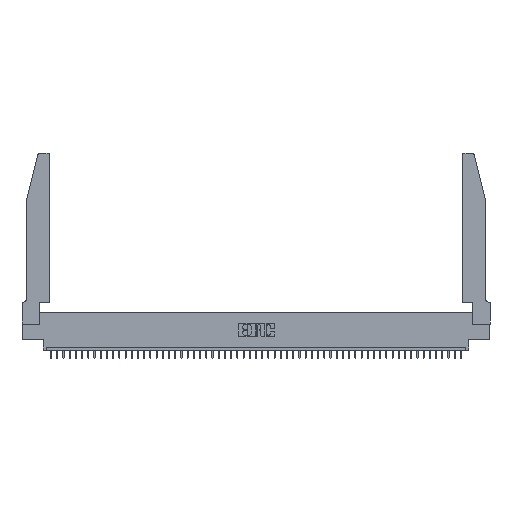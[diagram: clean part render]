
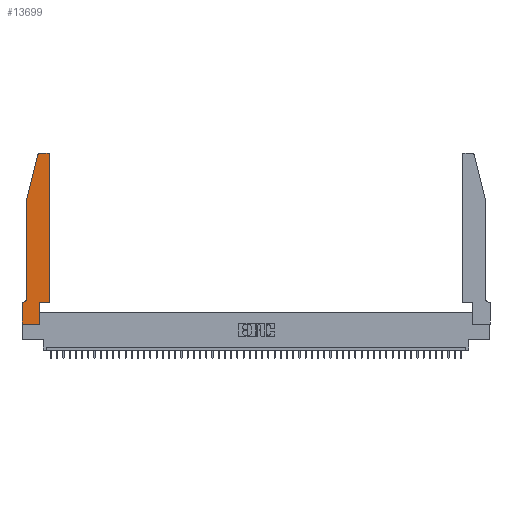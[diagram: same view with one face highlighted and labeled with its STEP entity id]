
A CAD part, top view. The second image highlights one B-rep face of the part: STEP entity #13699.
In plain terms, the highlighted planar face has unit normal (0, 0, 1).
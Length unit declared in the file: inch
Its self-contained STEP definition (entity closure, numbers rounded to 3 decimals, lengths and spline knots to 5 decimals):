
#203 = ORIENTED_EDGE ( 'NONE', *, *, #25425, .T. ) ;
#397 = ORIENTED_EDGE ( 'NONE', *, *, #39046, .T. ) ;
#549 = CARTESIAN_POINT ( 'NONE',  ( 0., 0., 0.37 ) ) ;
#596 = CARTESIAN_POINT ( 'NONE',  ( 0.4505, 0.35, 0.37 ) ) ;
#670 = DIRECTION ( 'NONE',  ( 0., 0., 1. ) ) ;
#949 = ORIENTED_EDGE ( 'NONE', *, *, #30020, .T. ) ;
#968 = ORIENTED_EDGE ( 'NONE', *, *, #47310, .T. ) ;
#2224 = PLANE ( 'NONE',  #40466 ) ;
#2331 = VERTEX_POINT ( 'NONE', #45563 ) ;
#3628 = EDGE_CURVE ( 'NONE', #45962, #2331, #8158, .T. ) ;
#4206 = CARTESIAN_POINT ( 'NONE',  ( 0.0755, 2., 0.37 ) ) ;
#4623 = CARTESIAN_POINT ( 'NONE',  ( 0.284, 2.75, 0.37 ) ) ;
#5284 = EDGE_CURVE ( 'NONE', #31096, #45962, #17532, .T. ) ;
#6547 = VERTEX_POINT ( 'NONE', #20777 ) ;
#6685 = DIRECTION ( 'NONE',  ( 1., 0., 0. ) ) ;
#6934 = VERTEX_POINT ( 'NONE', #27312 ) ;
#7014 = VERTEX_POINT ( 'NONE', #37518 ) ;
#7528 = DIRECTION ( 'NONE',  ( 0., 1., 0. ) ) ;
#8031 = AXIS2_PLACEMENT_3D ( 'NONE', #45016, #8972, #45525 ) ;
#8158 = LINE ( 'NONE', #4206, #51628 ) ;
#8484 = DIRECTION ( 'NONE',  ( 1., 0., 0. ) ) ;
#8972 = DIRECTION ( 'NONE',  ( 0., 0., -1. ) ) ;
#9471 = VERTEX_POINT ( 'NONE', #30319 ) ;
#9897 = VECTOR ( 'NONE', #8484, 39.37008 ) ;
#10609 = ORIENTED_EDGE ( 'NONE', *, *, #18477, .T. ) ;
#10865 = ORIENTED_EDGE ( 'NONE', *, *, #31367, .T. ) ;
#11365 = CARTESIAN_POINT ( 'NONE',  ( 0.4505, 2.72, 0.37 ) ) ;
#11471 = LINE ( 'NONE', #30943, #32274 ) ;
#11544 = CARTESIAN_POINT ( 'NONE',  ( 0., 0., 0.37 ) ) ;
#13415 = DIRECTION ( 'NONE',  ( 1., 0., 0. ) ) ;
#13699 = ADVANCED_FACE ( 'NONE', ( #26682 ), #2224, .T. ) ;
#13731 = CARTESIAN_POINT ( 'NONE',  ( 0., 0.35, 0.37 ) ) ;
#14092 = DIRECTION ( 'NONE',  ( 0., -1., 0. ) ) ;
#14451 = EDGE_CURVE ( 'NONE', #43980, #6934, #17373, .T. ) ;
#14627 = DIRECTION ( 'NONE',  ( 0., 1., 0. ) ) ;
#14745 = CIRCLE ( 'NONE', #46813, 0.03 ) ;
#15167 = ORIENTED_EDGE ( 'NONE', *, *, #14451, .T. ) ;
#15350 = VECTOR ( 'NONE', #13415, 39.37008 ) ;
#15986 = ORIENTED_EDGE ( 'NONE', *, *, #47949, .T. ) ;
#16111 = AXIS2_PLACEMENT_3D ( 'NONE', #26413, #22718, #42477 ) ;
#17373 = LINE ( 'NONE', #549, #15350 ) ;
#17532 = LINE ( 'NONE', #20698, #27330 ) ;
#18477 = EDGE_CURVE ( 'NONE', #6934, #9471, #11471, .T. ) ;
#19287 = DIRECTION ( 'NONE',  ( 0., 0., 1. ) ) ;
#20229 = DIRECTION ( 'NONE',  ( 0., -1., 0. ) ) ;
#20698 = CARTESIAN_POINT ( 'NONE',  ( 0.0755, 2., 0.37 ) ) ;
#20777 = CARTESIAN_POINT ( 'NONE',  ( 0.0055, 0.35, 0.37 ) ) ;
#20849 = VECTOR ( 'NONE', #7528, 39.37008 ) ;
#21438 = CARTESIAN_POINT ( 'NONE',  ( 0., 0., 0.37 ) ) ;
#21720 = DIRECTION ( 'NONE',  ( -0.239, -0.971, 0. ) ) ;
#22718 = DIRECTION ( 'NONE',  ( 0., 0., 1. ) ) ;
#22833 = CARTESIAN_POINT ( 'NONE',  ( 0.2605, 2.75, 0.37 ) ) ;
#23627 = VECTOR ( 'NONE', #14092, 39.37008 ) ;
#25425 = EDGE_CURVE ( 'NONE', #50754, #41127, #47080, .T. ) ;
#26260 = DIRECTION ( 'NONE',  ( -1., 0., 0. ) ) ;
#26413 = CARTESIAN_POINT ( 'NONE',  ( 0.4205, 2.72, 0.37 ) ) ;
#26682 = FACE_OUTER_BOUND ( 'NONE', #43979, .T. ) ;
#27312 = CARTESIAN_POINT ( 'NONE',  ( 0.2865, 0., 0.37 ) ) ;
#27330 = VECTOR ( 'NONE', #21720, 39.37008 ) ;
#28218 = LINE ( 'NONE', #596, #9897 ) ;
#28233 = CARTESIAN_POINT ( 'NONE',  ( 0.0755, 2., 0.37 ) ) ;
#29191 = LINE ( 'NONE', #49714, #29993 ) ;
#29602 = LINE ( 'NONE', #21438, #23627 ) ;
#29993 = VECTOR ( 'NONE', #37347, 39.37008 ) ;
#30020 = EDGE_CURVE ( 'NONE', #36137, #43980, #29602, .T. ) ;
#30319 = CARTESIAN_POINT ( 'NONE',  ( 0.2865, 0.35, 0.37 ) ) ;
#30943 = CARTESIAN_POINT ( 'NONE',  ( 0.2865, 0.35, 0.37 ) ) ;
#31096 = VERTEX_POINT ( 'NONE', #31476 ) ;
#31164 = ORIENTED_EDGE ( 'NONE', *, *, #36549, .T. ) ;
#31367 = EDGE_CURVE ( 'NONE', #33182, #50754, #38795, .T. ) ;
#31476 = CARTESIAN_POINT ( 'NONE',  ( 0.25487, 2.72718, 0.37 ) ) ;
#31564 = ORIENTED_EDGE ( 'NONE', *, *, #5284, .T. ) ;
#32274 = VECTOR ( 'NONE', #14627, 39.37008 ) ;
#32680 = VECTOR ( 'NONE', #26260, 39.37008 ) ;
#33182 = VERTEX_POINT ( 'NONE', #11365 ) ;
#36137 = VERTEX_POINT ( 'NONE', #13731 ) ;
#36549 = EDGE_CURVE ( 'NONE', #2331, #6547, #48353, .T. ) ;
#37347 = DIRECTION ( 'NONE',  ( -1., 0., 0. ) ) ;
#37518 = CARTESIAN_POINT ( 'NONE',  ( 0.4505, 0.35, 0.37 ) ) ;
#38795 = CIRCLE ( 'NONE', #16111, 0.03 ) ;
#39046 = EDGE_CURVE ( 'NONE', #6547, #36137, #29191, .T. ) ;
#39415 = ORIENTED_EDGE ( 'NONE', *, *, #3628, .T. ) ;
#40466 = AXIS2_PLACEMENT_3D ( 'NONE', #42745, #19287, #6685 ) ;
#40913 = CARTESIAN_POINT ( 'NONE',  ( 0.284, 2.72, 0.37 ) ) ;
#41127 = VERTEX_POINT ( 'NONE', #4623 ) ;
#42477 = DIRECTION ( 'NONE',  ( 1., 0., 0. ) ) ;
#42745 = CARTESIAN_POINT ( 'NONE',  ( 0., 0.35, 0.37 ) ) ;
#42896 = CARTESIAN_POINT ( 'NONE',  ( 0.4205, 2.75, 0.37 ) ) ;
#43315 = LINE ( 'NONE', #50702, #20849 ) ;
#43979 = EDGE_LOOP ( 'NONE', ( #203, #49687, #31564, #39415, #31164, #397, #949, #15167, #10609, #968, #15986, #10865 ) ) ;
#43980 = VERTEX_POINT ( 'NONE', #11544 ) ;
#44589 = EDGE_CURVE ( 'NONE', #41127, #31096, #14745, .T. ) ;
#44867 = DIRECTION ( 'NONE',  ( 1., 0., 0. ) ) ;
#45016 = CARTESIAN_POINT ( 'NONE',  ( 0.0055, 0.42, 0.37 ) ) ;
#45525 = DIRECTION ( 'NONE',  ( -1., 0., 0. ) ) ;
#45563 = CARTESIAN_POINT ( 'NONE',  ( 0.0755, 0.42, 0.37 ) ) ;
#45962 = VERTEX_POINT ( 'NONE', #28233 ) ;
#46813 = AXIS2_PLACEMENT_3D ( 'NONE', #40913, #670, #44867 ) ;
#47080 = LINE ( 'NONE', #22833, #32680 ) ;
#47310 = EDGE_CURVE ( 'NONE', #9471, #7014, #28218, .T. ) ;
#47949 = EDGE_CURVE ( 'NONE', #7014, #33182, #43315, .T. ) ;
#48353 = CIRCLE ( 'NONE', #8031, 0.07 ) ;
#49687 = ORIENTED_EDGE ( 'NONE', *, *, #44589, .T. ) ;
#49714 = CARTESIAN_POINT ( 'NONE',  ( 0.0755, 0.35, 0.37 ) ) ;
#50702 = CARTESIAN_POINT ( 'NONE',  ( 0.4505, 0.35, 0.37 ) ) ;
#50754 = VERTEX_POINT ( 'NONE', #42896 ) ;
#51628 = VECTOR ( 'NONE', #20229, 39.37008 ) ;
